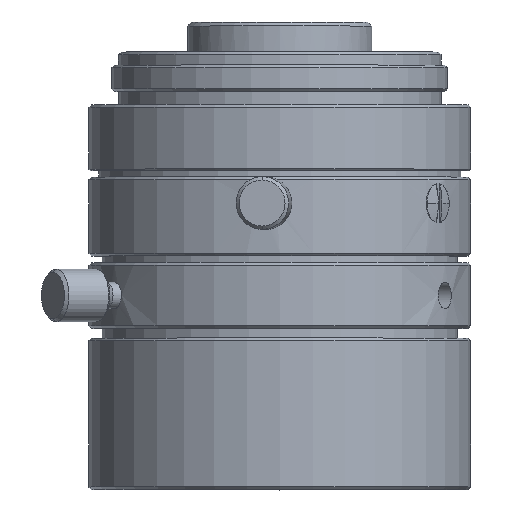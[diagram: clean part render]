
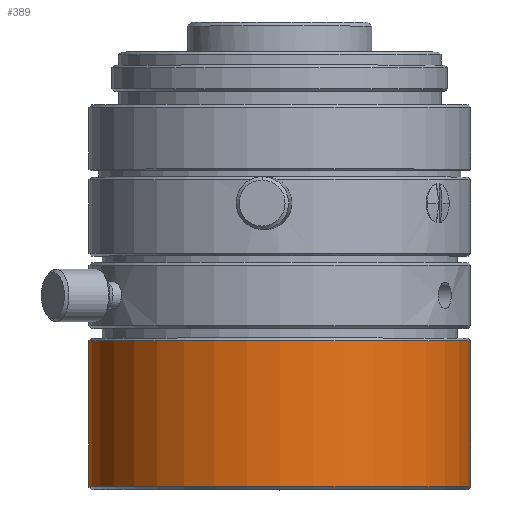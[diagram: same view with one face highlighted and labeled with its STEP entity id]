
A CAD part, top view. The second image highlights one B-rep face of the part: STEP entity #389.
In plain terms, the highlighted cylindrical face has radius 14.5 mm (diameter 29 mm), a partial arc.
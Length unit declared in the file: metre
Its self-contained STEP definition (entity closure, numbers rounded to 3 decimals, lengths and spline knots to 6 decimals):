
#389=ADVANCED_FACE('4:64671',(#1122),#1123,.T.);
#1122=FACE_OUTER_BOUND('',#1999,.T.);
#1123=CYLINDRICAL_SURFACE('',#2000,0.0145);
#1999=EDGE_LOOP('',(#4490,#4491,#4492,#4493));
#2000=AXIS2_PLACEMENT_3D('',#4494,#4495,#4496);
#4490=ORIENTED_EDGE('',*,*,#5674,.T.);
#4491=ORIENTED_EDGE('',*,*,#6215,.F.);
#4492=ORIENTED_EDGE('',*,*,#5676,.T.);
#4493=ORIENTED_EDGE('',*,*,#6225,.F.);
#4494=CARTESIAN_POINT('',(0.001804,-0.012006,-0.002412));
#4495=DIRECTION('',(0.,1.0,0.0));
#4496=DIRECTION('',(-1.0,0.,0.0));
#5674=EDGE_CURVE('',#6867,#6868,#6869,.T.);
#5676=EDGE_CURVE('',#6872,#6870,#6873,.T.);
#6215=EDGE_CURVE('4:65811',#6872,#6868,#7756,.T.);
#6225=EDGE_CURVE('4:65847',#6867,#6870,#7766,.T.);
#6867=VERTEX_POINT('NONE',#8701);
#6868=VERTEX_POINT('',#8702);
#6869=LINE('',#8703,#8704);
#6870=VERTEX_POINT('',#8705);
#6872=VERTEX_POINT('',#8707);
#6873=LINE('',#8708,#8709);
#7756=CIRCLE('',#10276,0.0145);
#7766=CIRCLE('',#10286,0.0145);
#8701=CARTESIAN_POINT('',(-0.012696,-0.006456,-0.002412));
#8702=CARTESIAN_POINT('',(-0.012696,-0.017556,-0.002412));
#8703=CARTESIAN_POINT('',(-0.012696,-0.012006,-0.002412));
#8704=VECTOR('',#11079,1.0);
#8705=CARTESIAN_POINT('',(0.016304,-0.006456,-0.002412));
#8707=CARTESIAN_POINT('',(0.016304,-0.017556,-0.002412));
#8708=CARTESIAN_POINT('',(0.016304,-0.012006,-0.002412));
#8709=VECTOR('',#11083,1.0);
#10276=AXIS2_PLACEMENT_3D('',#12098,#12099,#12100);
#10286=AXIS2_PLACEMENT_3D('',#12128,#12129,#12130);
#11079=DIRECTION('',(0.,-1.0,-0.0));
#11083=DIRECTION('',(0.,1.0,0.0));
#12098=CARTESIAN_POINT('',(0.001804,-0.017556,-0.002412));
#12099=DIRECTION('',(0.,-1.0,0.0));
#12100=DIRECTION('',(-1.0,0.,0.0));
#12128=CARTESIAN_POINT('',(0.001804,-0.006456,-0.002412));
#12129=DIRECTION('',(0.,1.0,0.0));
#12130=DIRECTION('',(-1.0,0.,0.0));
